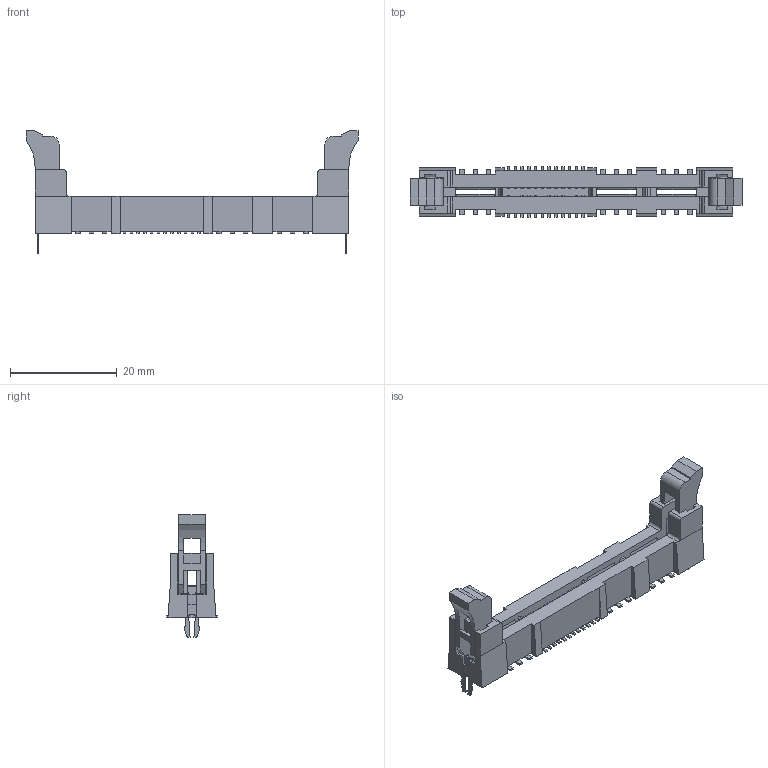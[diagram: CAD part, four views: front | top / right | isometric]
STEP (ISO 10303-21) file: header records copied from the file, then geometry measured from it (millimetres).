
FILE_DESCRIPTION(/* description */ (''),/* implementation_level */ '2;1');
FILE_NAME(/* name */ 'TE-Connectivity_Latched_Edge_Power_Connector.step',/* time_stamp */ '2019-10-18T00:27:20+01:00',/* author */ (''),/* organization */ (''),/* preprocessor_version */ 'ST-DEVELOPER v18',/* originating_system */ 'Autodesk Translation Framework v8.6.0.1094',/* authorisation */ '');
FILE_SCHEMA (('AUTOMOTIVE_DESIGN { 1 0 10303 214 3 1 1 }'));
Length unit declared in the file: millimetre
Products named in the file (1): c-1926155-2-f-3d
Bounding box: 62.17 x 9.51 x 22.93 mm (x, y, z)
Volume: 3006.3 mm3; surface area: 4151.4 mm2
Topology: 1 solids, 1 shells, 788 faces, 2328 edges, 1540 vertices
Faces by surface type: plane 612, cylinder 176
Full cylindrical faces by diameter (mm): 1.93 x4
Entity records: 26422 total; most frequent: CARTESIAN_POINT 4657, ORIENTED_EDGE 4656, DIRECTION 4282, EDGE_CURVE 2328, LINE 1952, VECTOR 1952, VERTEX_POINT 1540, AXIS2_PLACEMENT_3D 1165
